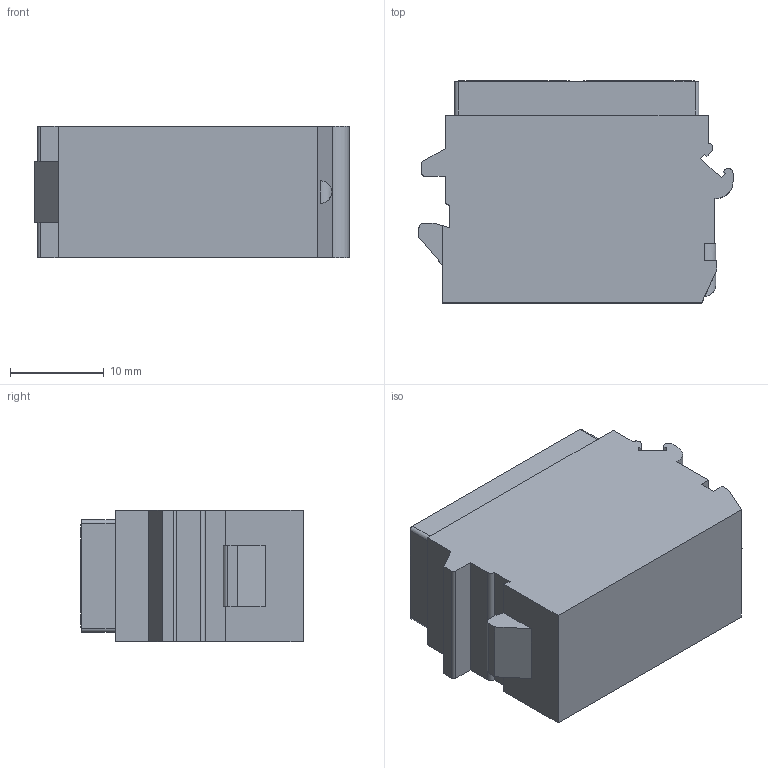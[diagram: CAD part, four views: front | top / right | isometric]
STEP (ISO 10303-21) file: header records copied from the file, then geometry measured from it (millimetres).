
FILE_DESCRIPTION((''),'2;1');
FILE_NAME('00177750404','2020-09-01T',('presta_be4'),(''),'CREO PARAMETRIC BY PTC INC, 2018360','CREO PARAMETRIC BY PTC INC, 2018360','');
FILE_SCHEMA(('CONFIG_CONTROL_DESIGN'));
Length unit declared in the file: millimetre
Products named in the file (1): 00177750404
Bounding box: 33.45 x 23.65 x 14 mm (x, y, z)
Volume: 7560.9 mm3; surface area: 7934.3 mm2
Topology: 5 solids, 5 shells, 1170 faces, 3091 edges, 1957 vertices
Faces by surface type: plane 561, cylinder 257, torus 168, cone 128, bspline 48, sphere 8
Entity records: 42925 total; most frequent: CARTESIAN_POINT 13854, ORIENTED_EDGE 6142, DIRECTION 6127, EDGE_CURVE 3071, AXIS2_PLACEMENT_3D 2322, VERTEX_POINT 1957, VECTOR 1483, LINE 1483
